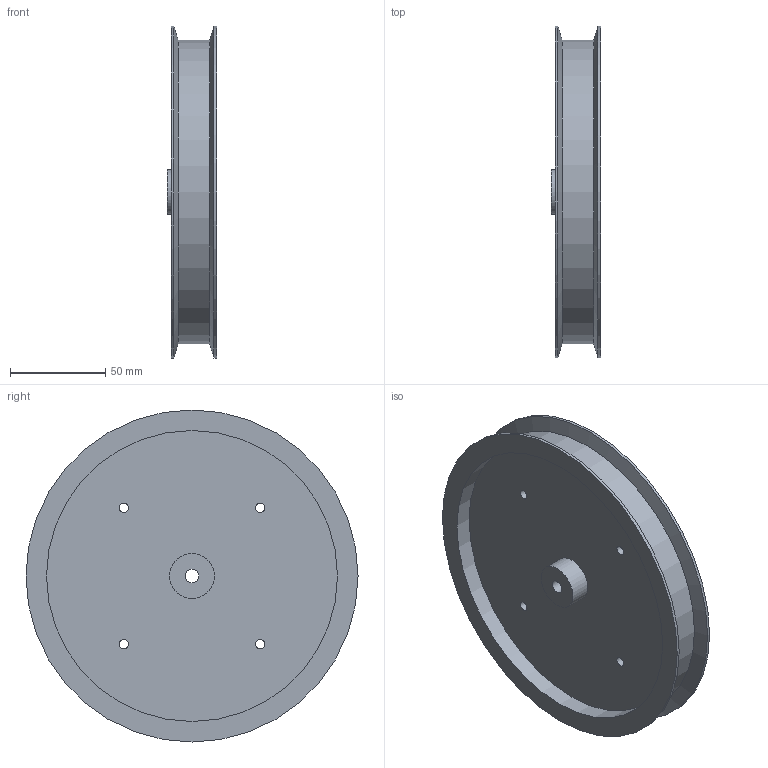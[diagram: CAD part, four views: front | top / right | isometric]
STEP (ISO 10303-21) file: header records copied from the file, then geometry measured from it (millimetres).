
FILE_DESCRIPTION (( 'STEP AP203' ), '1' );
FILE_NAME ('250801 STEP 3-400775-00_13801.STEP', '2025-08-14T07:46:28', ( '' ), ( '' ), 'SwSTEP 2.0', 'SolidWorks 2024', '' );
FILE_SCHEMA (( 'CONFIG_CONTROL_DESIGN' ));
Length unit declared in the file: millimetre
Products named in the file (1): 250801 STEP 3-400775-00_13801
Bounding box: 26 x 174 x 174 mm (x, y, z)
Volume: 174922.2 mm3; surface area: 76162.7 mm2
Topology: 1 solids, 1 shells, 20 faces, 40 edges, 26 vertices
Faces by surface type: cylinder 12, plane 6, cone 2
Full cylindrical faces by diameter (mm): 4.917 x4, 7 x1, 23.5 x2, 152.5 x2, 159.1 x1, 174 x2
Entity records: 541 total; most frequent: DIRECTION 90, CARTESIAN_POINT 69, EDGE_LOOP 48, ORIENTED_EDGE 48, AXIS2_PLACEMENT_3D 45, FACE_OUTER_BOUND 32, CIRCLE 24, VERTEX_POINT 24
